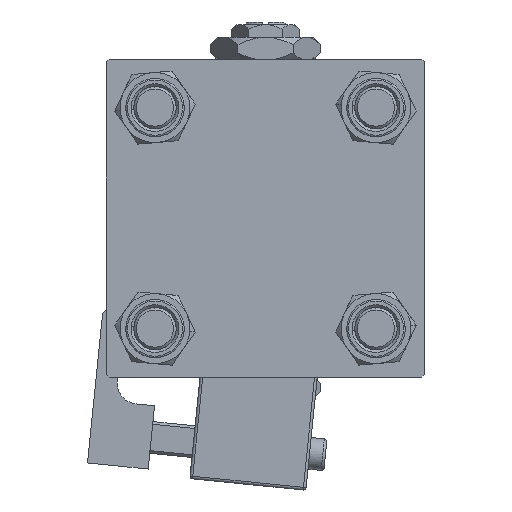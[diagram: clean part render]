
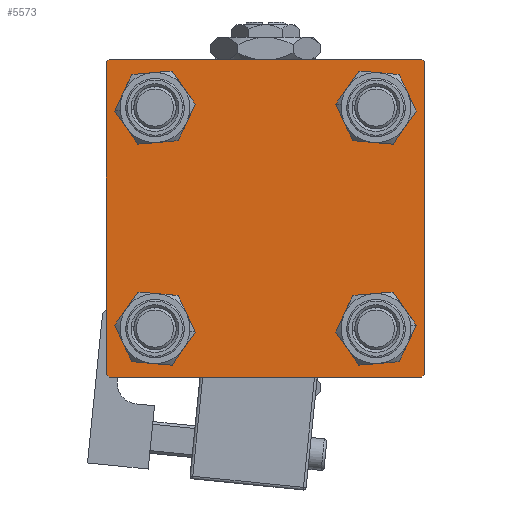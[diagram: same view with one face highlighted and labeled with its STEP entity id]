
A CAD part, left-side view. The second image highlights one B-rep face of the part: STEP entity #5573.
In plain terms, the highlighted planar face has unit normal (-1, 0, 0).
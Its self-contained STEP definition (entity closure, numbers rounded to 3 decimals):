
#141 = VERTEX_POINT ( 'NONE', #4482 ) ;
#144 = ORIENTED_EDGE ( 'NONE', *, *, #55358, .T. ) ;
#743 = CARTESIAN_POINT ( 'NONE',  ( 0., 30., 30. ) ) ;
#1208 = ORIENTED_EDGE ( 'NONE', *, *, #40088, .T. ) ;
#1338 = EDGE_CURVE ( 'NONE', #34098, #29447, #14201, .T. ) ;
#1608 = DIRECTION ( 'NONE',  ( 1., 0., 0. ) ) ;
#1960 = DIRECTION ( 'NONE',  ( 0., 0., 1. ) ) ;
#2066 = DIRECTION ( 'NONE',  ( 1., 0., 0. ) ) ;
#2101 = VERTEX_POINT ( 'NONE', #5512 ) ;
#2188 = LINE ( 'NONE', #21217, #19517 ) ;
#2984 = DIRECTION ( 'NONE',  ( 0., 0.707, 0.707 ) ) ;
#3397 = CARTESIAN_POINT ( 'NONE',  ( 0., 20.85, 20.85 ) ) ;
#3616 = DIRECTION ( 'NONE',  ( 0., 0., 1. ) ) ;
#3841 = EDGE_CURVE ( 'NONE', #10484, #21346, #39222, .T. ) ;
#4051 = CARTESIAN_POINT ( 'NONE',  ( 0., 29.75, -29.75 ) ) ;
#4054 = PLANE ( 'NONE',  #16380 ) ;
#4482 = CARTESIAN_POINT ( 'NONE',  ( 0., -30., -29.5 ) ) ;
#4806 = ORIENTED_EDGE ( 'NONE', *, *, #16752, .F. ) ;
#4927 = CARTESIAN_POINT ( 'NONE',  ( 0., -29.75, -29.75 ) ) ;
#5110 = DIRECTION ( 'NONE',  ( 1., 0., 0. ) ) ;
#5512 = CARTESIAN_POINT ( 'NONE',  ( 0., -20.85, -16.35 ) ) ;
#5573 = ADVANCED_FACE ( 'NONE', ( #27154, #8756, #41819, #42130, #26544 ), #4054, .T. ) ;
#7500 = CARTESIAN_POINT ( 'NONE',  ( 0., 20.85, -16.35 ) ) ;
#8429 = CARTESIAN_POINT ( 'NONE',  ( 0., -20.85, 20.85 ) ) ;
#8756 = FACE_BOUND ( 'NONE', #16485, .T. ) ;
#8984 = ORIENTED_EDGE ( 'NONE', *, *, #21823, .T. ) ;
#9038 = DIRECTION ( 'NONE',  ( 0., 0., 1. ) ) ;
#9687 = CIRCLE ( 'NONE', #60435, 4.5 ) ;
#10105 = LINE ( 'NONE', #743, #38318 ) ;
#10484 = VERTEX_POINT ( 'NONE', #61565 ) ;
#10628 = EDGE_CURVE ( 'NONE', #41206, #56019, #10105, .T. ) ;
#10962 = DIRECTION ( 'NONE',  ( 0., 0., 1. ) ) ;
#11639 = DIRECTION ( 'NONE',  ( 1., 0., 0. ) ) ;
#12800 = CIRCLE ( 'NONE', #21746, 4.5 ) ;
#13141 = LINE ( 'NONE', #50289, #18628 ) ;
#13663 = VECTOR ( 'NONE', #21093, 1000. ) ;
#14201 = CIRCLE ( 'NONE', #36095, 4.5 ) ;
#14727 = EDGE_CURVE ( 'NONE', #58647, #2101, #42464, .T. ) ;
#15520 = AXIS2_PLACEMENT_3D ( 'NONE', #28484, #33149, #3616 ) ;
#15907 = CARTESIAN_POINT ( 'NONE',  ( 0., -20.85, -25.35 ) ) ;
#16314 = CARTESIAN_POINT ( 'NONE',  ( 0., 20.85, -20.85 ) ) ;
#16380 = AXIS2_PLACEMENT_3D ( 'NONE', #60824, #32437, #61128 ) ;
#16485 = EDGE_LOOP ( 'NONE', ( #44674, #48903 ) ) ;
#16752 = EDGE_CURVE ( 'NONE', #28878, #141, #55071, .T. ) ;
#17563 = ORIENTED_EDGE ( 'NONE', *, *, #10628, .F. ) ;
#17819 = DIRECTION ( 'NONE',  ( 0., 0., -1. ) ) ;
#18628 = VECTOR ( 'NONE', #17819, 1000. ) ;
#18655 = LINE ( 'NONE', #4927, #53817 ) ;
#19517 = VECTOR ( 'NONE', #26187, 1000. ) ;
#20290 = VECTOR ( 'NONE', #52697, 1000. ) ;
#20804 = CARTESIAN_POINT ( 'NONE',  ( 0., -29.75, 29.75 ) ) ;
#21093 = DIRECTION ( 'NONE',  ( 0., 0., -1. ) ) ;
#21217 = CARTESIAN_POINT ( 'NONE',  ( 0., 30., -30. ) ) ;
#21346 = VERTEX_POINT ( 'NONE', #43760 ) ;
#21746 = AXIS2_PLACEMENT_3D ( 'NONE', #8429, #37416, #9038 ) ;
#21754 = CARTESIAN_POINT ( 'NONE',  ( 0., -30., 29.5 ) ) ;
#21823 = EDGE_CURVE ( 'NONE', #21346, #10484, #27927, .T. ) ;
#22429 = DIRECTION ( 'NONE',  ( 1., 0., 0. ) ) ;
#22725 = DIRECTION ( 'NONE',  ( 0., 0., 1. ) ) ;
#23118 = VERTEX_POINT ( 'NONE', #33708 ) ;
#23205 = DIRECTION ( 'NONE',  ( 0., 0., 1. ) ) ;
#23627 = VERTEX_POINT ( 'NONE', #52224 ) ;
#24159 = VERTEX_POINT ( 'NONE', #55223 ) ;
#26099 = CARTESIAN_POINT ( 'NONE',  ( 0., 29.5, 30. ) ) ;
#26187 = DIRECTION ( 'NONE',  ( 0., -1., 0. ) ) ;
#26544 = FACE_OUTER_BOUND ( 'NONE', #32999, .T. ) ;
#27154 = FACE_BOUND ( 'NONE', #54667, .T. ) ;
#27414 = VERTEX_POINT ( 'NONE', #28476 ) ;
#27890 = CARTESIAN_POINT ( 'NONE',  ( 0., 29.75, 29.75 ) ) ;
#27927 = CIRCLE ( 'NONE', #51841, 4.5 ) ;
#28476 = CARTESIAN_POINT ( 'NONE',  ( 0., -29.5, -30. ) ) ;
#28484 = CARTESIAN_POINT ( 'NONE',  ( 0., 20.85, -20.85 ) ) ;
#28794 = DIRECTION ( 'NONE',  ( 1., 0., 0. ) ) ;
#28878 = VERTEX_POINT ( 'NONE', #21754 ) ;
#28956 = ORIENTED_EDGE ( 'NONE', *, *, #1338, .T. ) ;
#29447 = VERTEX_POINT ( 'NONE', #33317 ) ;
#29958 = CARTESIAN_POINT ( 'NONE',  ( 0., 29.5, -30. ) ) ;
#30410 = ORIENTED_EDGE ( 'NONE', *, *, #33057, .T. ) ;
#31088 = CARTESIAN_POINT ( 'NONE',  ( 0., -29.5, 30. ) ) ;
#31121 = ORIENTED_EDGE ( 'NONE', *, *, #46819, .T. ) ;
#31839 = ORIENTED_EDGE ( 'NONE', *, *, #43642, .T. ) ;
#32244 = ORIENTED_EDGE ( 'NONE', *, *, #3841, .T. ) ;
#32437 = DIRECTION ( 'NONE',  ( -1., 0., 0. ) ) ;
#32590 = EDGE_CURVE ( 'NONE', #28878, #56019, #50108, .T. ) ;
#32999 = EDGE_LOOP ( 'NONE', ( #31839, #30410, #56520, #144, #4806, #46205, #17563, #1208 ) ) ;
#33044 = LINE ( 'NONE', #4051, #20290 ) ;
#33057 = EDGE_CURVE ( 'NONE', #24159, #42998, #33044, .T. ) ;
#33149 = DIRECTION ( 'NONE',  ( 1., 0., 0. ) ) ;
#33317 = CARTESIAN_POINT ( 'NONE',  ( 0., -20.85, 25.35 ) ) ;
#33708 = CARTESIAN_POINT ( 'NONE',  ( 0., 20.85, -25.35 ) ) ;
#33992 = ORIENTED_EDGE ( 'NONE', *, *, #49801, .T. ) ;
#34098 = VERTEX_POINT ( 'NONE', #53873 ) ;
#34466 = AXIS2_PLACEMENT_3D ( 'NONE', #45729, #2066, #35734 ) ;
#35734 = DIRECTION ( 'NONE',  ( 0., 0., 1. ) ) ;
#36095 = AXIS2_PLACEMENT_3D ( 'NONE', #42568, #5110, #23205 ) ;
#36345 = CARTESIAN_POINT ( 'NONE',  ( 0., -30., 30. ) ) ;
#37416 = DIRECTION ( 'NONE',  ( 1., 0., 0. ) ) ;
#38289 = DIRECTION ( 'NONE',  ( 0., -0.707, 0.707 ) ) ;
#38318 = VECTOR ( 'NONE', #38491, 1000. ) ;
#38470 = DIRECTION ( 'NONE',  ( 0., 0., 1. ) ) ;
#38491 = DIRECTION ( 'NONE',  ( 0., -1., 0. ) ) ;
#39222 = CIRCLE ( 'NONE', #55107, 4.5 ) ;
#39344 = CARTESIAN_POINT ( 'NONE',  ( 0., 20.85, 20.85 ) ) ;
#39470 = VECTOR ( 'NONE', #50990, 1000. ) ;
#40088 = EDGE_CURVE ( 'NONE', #41206, #23627, #51600, .T. ) ;
#40545 = CIRCLE ( 'NONE', #44575, 4.5 ) ;
#41206 = VERTEX_POINT ( 'NONE', #26099 ) ;
#41819 = FACE_BOUND ( 'NONE', #47338, .T. ) ;
#42130 = FACE_BOUND ( 'NONE', #42257, .T. ) ;
#42257 = EDGE_LOOP ( 'NONE', ( #8984, #32244 ) ) ;
#42408 = CIRCLE ( 'NONE', #15520, 4.5 ) ;
#42464 = CIRCLE ( 'NONE', #34466, 4.5 ) ;
#42568 = CARTESIAN_POINT ( 'NONE',  ( 0., -20.85, 20.85 ) ) ;
#42998 = VERTEX_POINT ( 'NONE', #29958 ) ;
#43162 = CARTESIAN_POINT ( 'NONE',  ( 0., -20.85, -20.85 ) ) ;
#43393 = EDGE_CURVE ( 'NONE', #46179, #23118, #42408, .T. ) ;
#43642 = EDGE_CURVE ( 'NONE', #23627, #24159, #13141, .T. ) ;
#43760 = CARTESIAN_POINT ( 'NONE',  ( 0., 20.85, 25.35 ) ) ;
#43872 = EDGE_CURVE ( 'NONE', #42998, #27414, #2188, .T. ) ;
#44575 = AXIS2_PLACEMENT_3D ( 'NONE', #16314, #11639, #1960 ) ;
#44674 = ORIENTED_EDGE ( 'NONE', *, *, #46770, .T. ) ;
#45729 = CARTESIAN_POINT ( 'NONE',  ( 0., -20.85, -20.85 ) ) ;
#46179 = VERTEX_POINT ( 'NONE', #7500 ) ;
#46205 = ORIENTED_EDGE ( 'NONE', *, *, #32590, .T. ) ;
#46770 = EDGE_CURVE ( 'NONE', #2101, #58647, #9687, .T. ) ;
#46819 = EDGE_CURVE ( 'NONE', #23118, #46179, #40545, .T. ) ;
#47338 = EDGE_LOOP ( 'NONE', ( #48419, #31121 ) ) ;
#48419 = ORIENTED_EDGE ( 'NONE', *, *, #43393, .T. ) ;
#48903 = ORIENTED_EDGE ( 'NONE', *, *, #14727, .T. ) ;
#49801 = EDGE_CURVE ( 'NONE', #29447, #34098, #12800, .T. ) ;
#50108 = LINE ( 'NONE', #20804, #60042 ) ;
#50289 = CARTESIAN_POINT ( 'NONE',  ( 0., 30., 30. ) ) ;
#50990 = DIRECTION ( 'NONE',  ( 0., 0.707, -0.707 ) ) ;
#51600 = LINE ( 'NONE', #27890, #39470 ) ;
#51841 = AXIS2_PLACEMENT_3D ( 'NONE', #3397, #22429, #22725 ) ;
#52224 = CARTESIAN_POINT ( 'NONE',  ( 0., 30., 29.5 ) ) ;
#52697 = DIRECTION ( 'NONE',  ( 0., -0.707, -0.707 ) ) ;
#53817 = VECTOR ( 'NONE', #38289, 1000. ) ;
#53873 = CARTESIAN_POINT ( 'NONE',  ( 0., -20.85, 16.35 ) ) ;
#54667 = EDGE_LOOP ( 'NONE', ( #33992, #28956 ) ) ;
#55071 = LINE ( 'NONE', #36345, #13663 ) ;
#55107 = AXIS2_PLACEMENT_3D ( 'NONE', #39344, #1608, #10962 ) ;
#55223 = CARTESIAN_POINT ( 'NONE',  ( 0., 30., -29.5 ) ) ;
#55358 = EDGE_CURVE ( 'NONE', #27414, #141, #18655, .T. ) ;
#56019 = VERTEX_POINT ( 'NONE', #31088 ) ;
#56520 = ORIENTED_EDGE ( 'NONE', *, *, #43872, .T. ) ;
#58647 = VERTEX_POINT ( 'NONE', #15907 ) ;
#60042 = VECTOR ( 'NONE', #2984, 1000. ) ;
#60435 = AXIS2_PLACEMENT_3D ( 'NONE', #43162, #28794, #38470 ) ;
#60824 = CARTESIAN_POINT ( 'NONE',  ( 0., 0., 0. ) ) ;
#61128 = DIRECTION ( 'NONE',  ( 0., 0., 1. ) ) ;
#61565 = CARTESIAN_POINT ( 'NONE',  ( 0., 20.85, 16.35 ) ) ;
